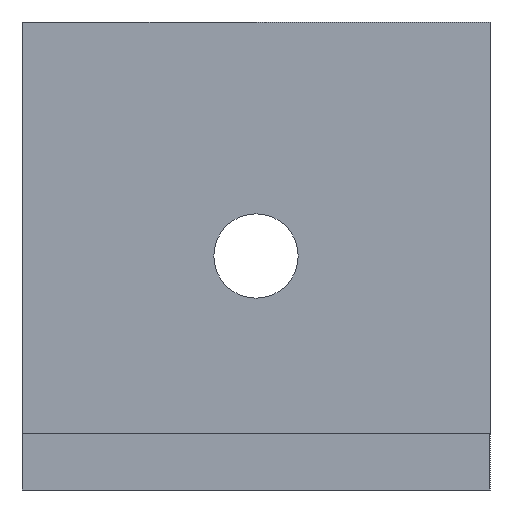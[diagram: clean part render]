
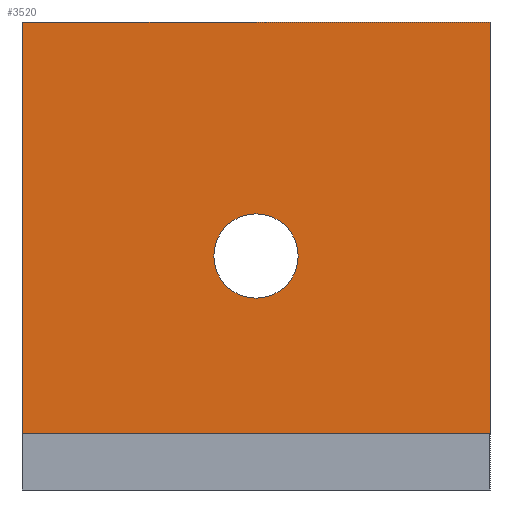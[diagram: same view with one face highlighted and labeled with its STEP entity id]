
A CAD part, left-side view. The second image highlights one B-rep face of the part: STEP entity #3520.
In plain terms, the highlighted planar face has unit normal (-1, 0, 0).
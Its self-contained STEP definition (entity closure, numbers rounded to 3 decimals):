
#1120=CARTESIAN_POINT('',(54.,0.,6.));
#1130=VERTEX_POINT('',#1120);
#1280=CARTESIAN_POINT('',(54.,50.,6.));
#1290=VERTEX_POINT('',#1280);
#1320=CARTESIAN_POINT('',(54.,0.,6.));
#1330=DIRECTION('',(0.,-1.,0.));
#1340=VECTOR('',#1330,1.);
#1350=LINE('',#1320,#1340);
#1360=EDGE_CURVE('',#1290,#1130,#1350,.T.);
#2130=CARTESIAN_POINT('',(54.,0.,6.));
#2140=DIRECTION('',(0.,0.,1.));
#2150=VECTOR('',#2140,1.);
#2160=LINE('',#2130,#2150);
#2170=CARTESIAN_POINT('',(54.,0.,50.));
#2180=VERTEX_POINT('',#2170);
#2190=EDGE_CURVE('',#1130,#2180,#2160,.T.);
#2880=CARTESIAN_POINT('',(54.,50.,50.));
#2890=VERTEX_POINT('',#2880);
#2920=CARTESIAN_POINT('',(54.,50.,6.));
#2930=DIRECTION('',(0.,0.,1.));
#2940=VECTOR('',#2930,1.);
#2950=LINE('',#2920,#2940);
#2960=EDGE_CURVE('',#1290,#2890,#2950,.T.);
#3210=CARTESIAN_POINT('',(54.,0.,6.));
#3220=DIRECTION('',(-1.,0.,0.));
#3230=DIRECTION('',(0.,1.,0.));
#3240=AXIS2_PLACEMENT_3D('',#3210,#3220,#3230);
#3250=PLANE('',#3240);
#3260=ORIENTED_EDGE('',*,*,#2960,.F.);
#3270=CARTESIAN_POINT('',(54.,50.,50.));
#3280=DIRECTION('',(0.,-1.,0.));
#3290=VECTOR('',#3280,1.);
#3300=LINE('',#3270,#3290);
#3310=EDGE_CURVE('',#2890,#2180,#3300,.T.);
#3320=ORIENTED_EDGE('',*,*,#3310,.F.);
#3330=ORIENTED_EDGE('',*,*,#2190,.T.);
#3340=ORIENTED_EDGE('',*,*,#1360,.T.);
#3350=EDGE_LOOP('',(#3340,#3330,#3320,#3260));
#3360=FACE_OUTER_BOUND('',#3350,.T.);
#3370=CARTESIAN_POINT('',(54.,25.,25.));
#3380=DIRECTION('',(1.,0.,0.));
#3390=DIRECTION('',(0.,-1.,0.));
#3400=AXIS2_PLACEMENT_3D('',#3370,#3380,#3390);
#3410=CIRCLE('',#3400,4.5);
#3420=CARTESIAN_POINT('',(54.,20.5,25.));
#3430=VERTEX_POINT('',#3420);
#3440=CARTESIAN_POINT('',(54.,29.5,25.));
#3450=VERTEX_POINT('',#3440);
#3460=EDGE_CURVE('',#3430,#3450,#3410,.T.);
#3470=ORIENTED_EDGE('',*,*,#3460,.T.);
#3480=EDGE_CURVE('',#3450,#3430,#3410,.T.);
#3490=ORIENTED_EDGE('',*,*,#3480,.T.);
#3500=EDGE_LOOP('',(#3490,#3470));
#3510=FACE_BOUND('',#3500,.T.);
#3520=ADVANCED_FACE('',(#3360,#3510),#3250,.T.);
